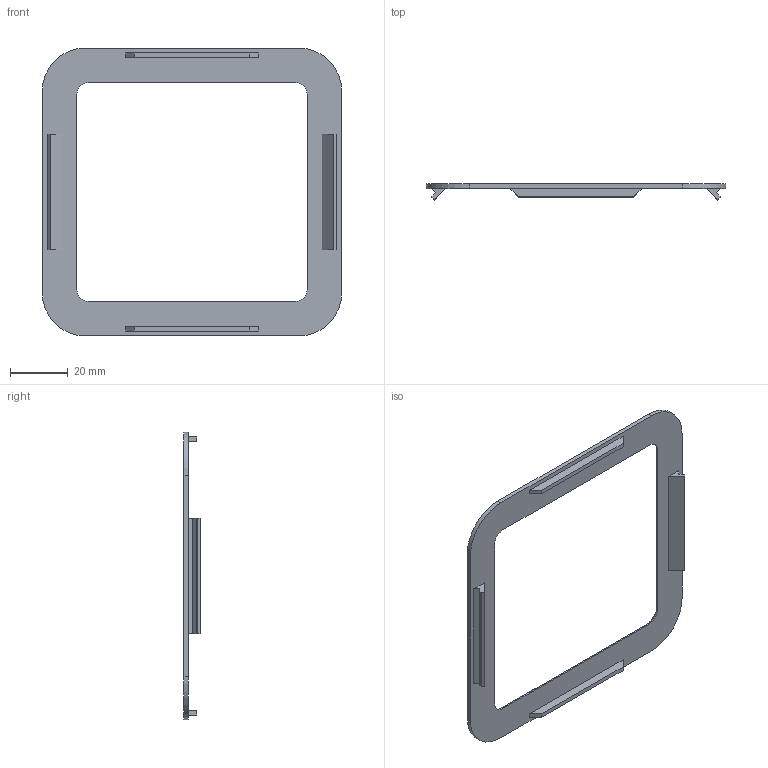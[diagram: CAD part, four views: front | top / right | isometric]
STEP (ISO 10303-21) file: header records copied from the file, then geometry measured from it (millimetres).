
FILE_DESCRIPTION(/* description */ (''),/* implementation_level */ '2;1');
FILE_NAME(/* name */ 'cover.step',/* time_stamp */ '2021-07-18T21:34:18-05:00',/* author */ (''),/* organization */ (''),/* preprocessor_version */ 'ST-DEVELOPER v18.1',/* originating_system */ 'Autodesk Translation Framework v10.9.0.1377',/* authorisation */ '');
FILE_SCHEMA (('AUTOMOTIVE_DESIGN { 1 0 10303 214 3 1 1 }'));
Length unit declared in the file: millimetre
Products named in the file (1): cover
Bounding box: 104 x 5.56 x 100 mm (x, y, z)
Volume: 7217 mm3; surface area: 10187.3 mm2
Topology: 1 solids, 1 shells, 50 faces, 124 edges, 80 vertices
Faces by surface type: plane 38, cylinder 8, cone 4
Entity records: 1508 total; most frequent: CARTESIAN_POINT 255, ORIENTED_EDGE 248, DIRECTION 246, EDGE_CURVE 124, LINE 104, VECTOR 104, VERTEX_POINT 80, AXIS2_PLACEMENT_3D 71
